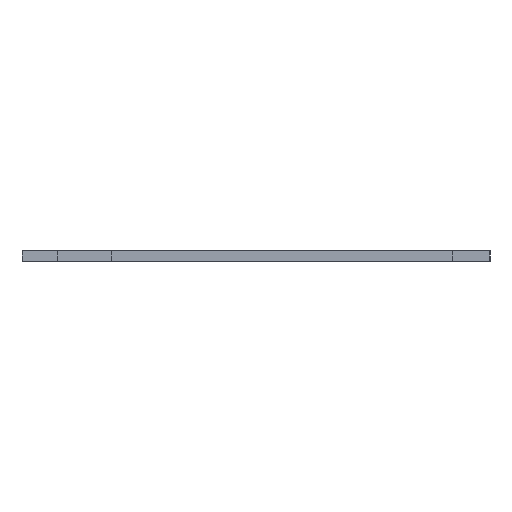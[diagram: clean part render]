
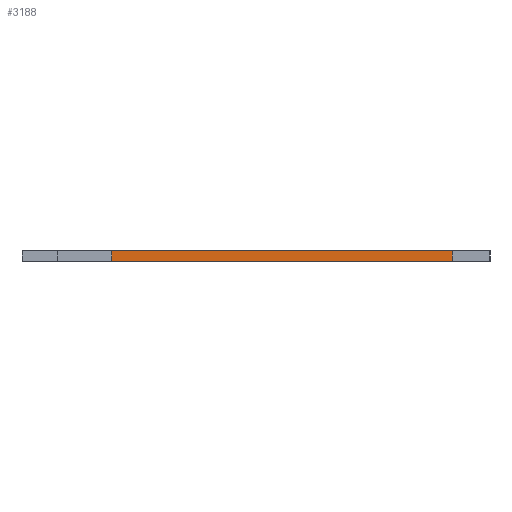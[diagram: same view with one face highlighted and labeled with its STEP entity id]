
A CAD part, left-side view. The second image highlights one B-rep face of the part: STEP entity #3188.
In plain terms, the highlighted planar face has unit normal (-1, 0, 0).
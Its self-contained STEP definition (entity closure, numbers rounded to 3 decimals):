
#170=CARTESIAN_POINT('',(150.25,20.467,1.51));
#171=VERTEX_POINT('',#170);
#186=CARTESIAN_POINT('',(150.25,20.467,3.51));
#187=VERTEX_POINT('',#186);
#194=CARTESIAN_POINT('',(150.25,20.467,1.51));
#195=DIRECTION('',(0.,0.,1.));
#196=VECTOR('',#195,2.);
#197=LINE('',#194,#196);
#198=EDGE_CURVE('',#171,#187,#197,.T.);
#2954=CARTESIAN_POINT('',(150.25,82.964,1.51));
#2955=VERTEX_POINT('',#2954);
#3003=CARTESIAN_POINT('',(150.25,82.964,1.51));
#3004=DIRECTION('',(-0.,-1.,0.));
#3005=VECTOR('',#3004,62.497);
#3006=LINE('',#3003,#3005);
#3007=EDGE_CURVE('',#2955,#171,#3006,.T.);
#3153=CARTESIAN_POINT('',(150.25,82.964,3.51));
#3154=VERTEX_POINT('',#3153);
#3155=CARTESIAN_POINT('',(150.25,82.964,3.51));
#3156=DIRECTION('',(-0.,-0.,-1.));
#3157=VECTOR('',#3156,2.);
#3158=LINE('',#3155,#3157);
#3159=EDGE_CURVE('',#3154,#2955,#3158,.T.);
#3172=CARTESIAN_POINT('',(150.25,61.232,2.51));
#3173=DIRECTION('',(1.,0.,0.));
#3174=DIRECTION('',(0.,1.,-0.));
#3175=AXIS2_PLACEMENT_3D('',#3172,#3173,#3174);
#3176=PLANE('',#3175);
#3177=ORIENTED_EDGE('',*,*,#3007,.T.);
#3178=ORIENTED_EDGE('',*,*,#198,.T.);
#3179=CARTESIAN_POINT('',(150.25,82.964,3.51));
#3180=DIRECTION('',(-0.,-1.,0.));
#3181=VECTOR('',#3180,62.497);
#3182=LINE('',#3179,#3181);
#3183=EDGE_CURVE('',#3154,#187,#3182,.T.);
#3184=ORIENTED_EDGE('',*,*,#3183,.F.);
#3185=ORIENTED_EDGE('',*,*,#3159,.T.);
#3186=EDGE_LOOP('',(#3177,#3178,#3184,#3185));
#3187=FACE_BOUND('',#3186,.T.);
#3188=ADVANCED_FACE('',(#3187),#3176,.F.);
